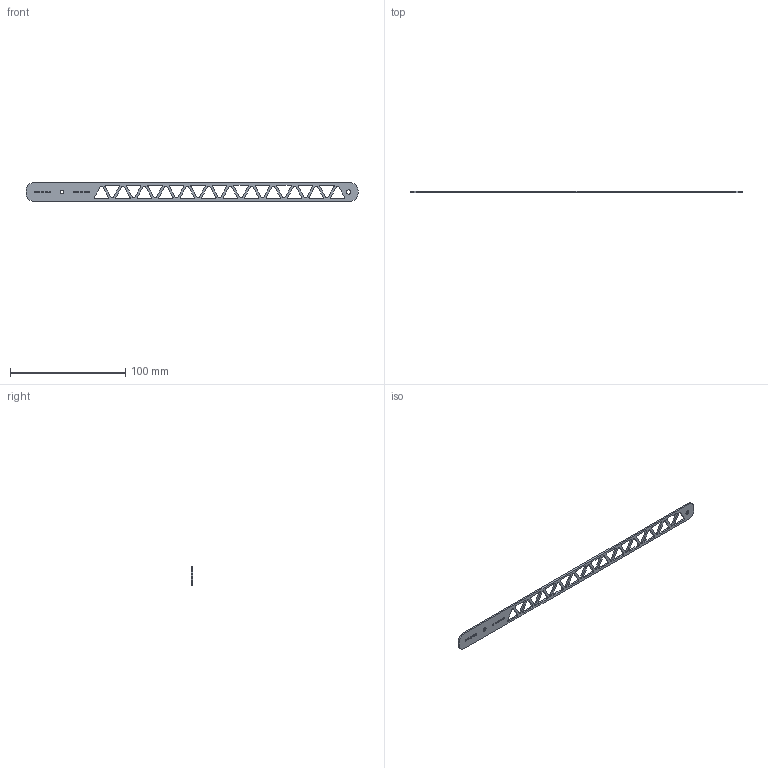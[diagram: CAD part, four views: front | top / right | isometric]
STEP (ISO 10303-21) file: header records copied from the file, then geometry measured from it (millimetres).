
FILE_DESCRIPTION(/* description */ ('STEP AP214'),/* implementation_level */ '2;1');
FILE_NAME(/* name */ '',/* time_stamp */ '2025-02-18T22:48:01+03:00',/* author */ ('GameHD'),/* organization */ (''),/* preprocessor_version */ 'ST-DEVELOPER v20',/* originating_system */ 'Autodesk Inventor 2025',/* authorisation */ '');
FILE_SCHEMA (('AUTOMOTIVE_DESIGN { 1 0 10303 214 3 1 1 }'));
Length unit declared in the file: millimetre
Products named in the file (1): 39070_TXM-288mm Flat Bar
Bounding box: 288 x 1.5 x 16 mm (x, y, z)
Volume: 3963.8 mm3; surface area: 7592 mm2
Topology: 1 solids, 1 shells, 160 faces, 474 edges, 316 vertices
Faces by surface type: cylinder 85, plane 75
Full cylindrical faces by diameter (mm): 1.699 x3, 1.7 x4, 1.701 x3, 3.2 x1, 3.7 x1
Entity records: 5591 total; most frequent: DIRECTION 966, CARTESIAN_POINT 951, ORIENTED_EDGE 948, EDGE_CURVE 474, AXIS2_PLACEMENT_3D 331, VERTEX_POINT 316, LINE 304, VECTOR 304
